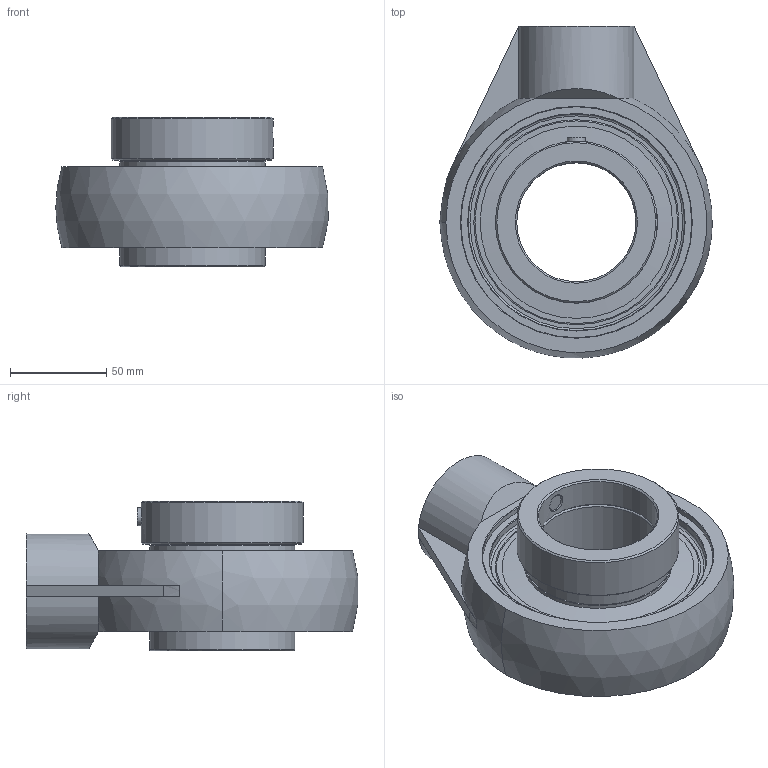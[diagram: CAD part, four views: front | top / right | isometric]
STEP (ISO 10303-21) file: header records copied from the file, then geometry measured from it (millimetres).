
FILE_DESCRIPTION(('HOOPS Exchange Step'),'2;1');
FILE_NAME('export-F1A59C70-8E5B-44E4-B792-04362DFC496B.stp','2020-05-20T16:27:09-07:00',('dkerr'),('Alibre'),'HOOPS Exchange 2020.0','Alibre','Unknown authorisation');
FILE_SCHEMA( ('AP242_MANAGED_MODEL_BASED_3D_ENGINEERING_MIM_LF {1 0 10303 442 1 1 4 }') );
Length unit declared in the file: inch
Products named in the file (8): MRN SHAM L4L 212; SHC 212-39 L4L (2.4375inch) (Race); SHC 212-39 (Collar); SHC 212 (Shield); SHC 212 (Ball Bearing); SHC 212 (Setscrew); MRN SHC 212-39 L4L (2.4375inch); MRN SHCSHAM 212-39 L4L (2.4375inch)
Assembly tree (7 placements, depth 3):
  MRN SHCSHAM 212-39 L4L (2.4375inch)
    MRN SHAM L4L 212
    MRN SHC 212-39 L4L (2.4375inch)
      SHC 212-39 L4L (2.4375inch) (Race)
      SHC 212-39 (Collar)
      SHC 212 (Shield)
      SHC 212 (Ball Bearing)
      SHC 212 (Setscrew)
Bounding box: 141.63 x 172.57 x 77.8 mm (x, y, z)
Volume: 511233.7 mm3; surface area: 146191.4 mm2
Topology: 17 solids, 17 shells, 140 faces, 369 edges, 242 vertices
Faces by surface type: plane 47, cylinder 40, sphere 19, cone 16, torus 14, bspline 4
Full cylindrical faces by diameter (mm): 9.525 x3, 31.75 x1, 61.912 x2, 72.034 x2, 75.565 x2, 75.59 x2, 76.606 x2, 84.2 x1, 98.996 x2, 100.012 x4, 112.635 x1, 114.635 x1, 120.1 x1
Entity records: 6637 total; most frequent: CARTESIAN_POINT 2908, DIRECTION 824, ORIENTED_EDGE 682, AXIS2_PLACEMENT_3D 358, EDGE_CURVE 341, VERTEX_POINT 242, CIRCLE 197, EDGE_LOOP 161
